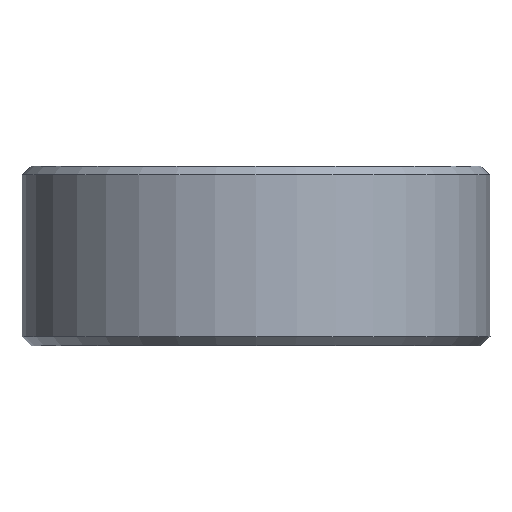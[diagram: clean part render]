
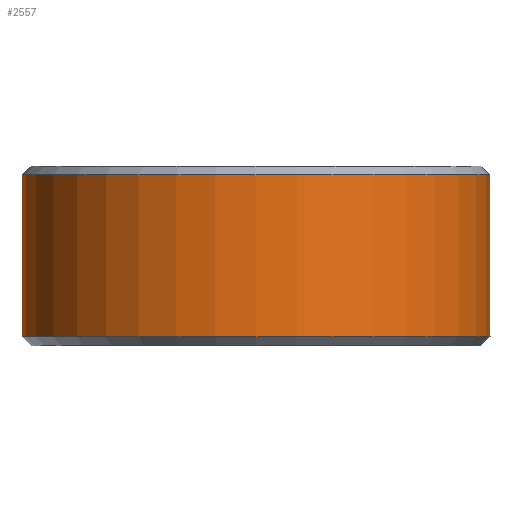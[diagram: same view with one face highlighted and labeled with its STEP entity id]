
A CAD part, front view. The second image highlights one B-rep face of the part: STEP entity #2557.
In plain terms, the highlighted cylindrical face has radius 6.5 mm (diameter 13 mm), a partial arc.
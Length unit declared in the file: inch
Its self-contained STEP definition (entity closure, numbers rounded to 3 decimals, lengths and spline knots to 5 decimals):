
#49 = CYLINDRICAL_SURFACE ( 'NONE', #1580, 0.25591 ) ;
#135 = CARTESIAN_POINT ( 'NONE',  ( 0.25591, 0., 0.08858 ) ) ;
#155 = DIRECTION ( 'NONE',  ( 0., 0., -1. ) ) ;
#377 = FACE_OUTER_BOUND ( 'NONE', #889, .T. ) ;
#378 = EDGE_CURVE ( 'NONE', #2911, #1889, #1834, .T. ) ;
#417 = CARTESIAN_POINT ( 'NONE',  ( 0., 0., 0.08858 ) ) ;
#419 = ORIENTED_EDGE ( 'NONE', *, *, #1457, .T. ) ;
#432 = EDGE_CURVE ( 'NONE', #2911, #1670, #797, .T. ) ;
#661 = DIRECTION ( 'NONE',  ( 1., 0., 0. ) ) ;
#797 = LINE ( 'NONE', #2551, #2121 ) ;
#889 = EDGE_LOOP ( 'NONE', ( #2839, #3139, #419, #2166 ) ) ;
#1457 = EDGE_CURVE ( 'NONE', #1889, #2738, #3067, .T. ) ;
#1522 = CARTESIAN_POINT ( 'NONE',  ( 0.25591, 0., 0.09843 ) ) ;
#1580 = AXIS2_PLACEMENT_3D ( 'NONE', #1808, #2141, #3387 ) ;
#1667 = VECTOR ( 'NONE', #2806, 39.37008 ) ;
#1670 = VERTEX_POINT ( 'NONE', #1986 ) ;
#1808 = CARTESIAN_POINT ( 'NONE',  ( 0., 0., 0.09843 ) ) ;
#1834 = CIRCLE ( 'NONE', #3065, 0.25591 ) ;
#1889 = VERTEX_POINT ( 'NONE', #3031 ) ;
#1986 = CARTESIAN_POINT ( 'NONE',  ( -0.25591, 0., 0.08858 ) ) ;
#2121 = VECTOR ( 'NONE', #2824, 39.37008 ) ;
#2141 = DIRECTION ( 'NONE',  ( 0., 0., 1. ) ) ;
#2166 = ORIENTED_EDGE ( 'NONE', *, *, #3215, .T. ) ;
#2182 = AXIS2_PLACEMENT_3D ( 'NONE', #417, #155, #2510 ) ;
#2207 = CARTESIAN_POINT ( 'NONE',  ( 0., 0., -0.08858 ) ) ;
#2258 = DIRECTION ( 'NONE',  ( 0., 0., 1. ) ) ;
#2510 = DIRECTION ( 'NONE',  ( 1., 0., 0. ) ) ;
#2551 = CARTESIAN_POINT ( 'NONE',  ( -0.25591, 0., 0.09843 ) ) ;
#2557 = ADVANCED_FACE ( 'NONE', ( #377 ), #49, .T. ) ;
#2638 = CARTESIAN_POINT ( 'NONE',  ( -0.25591, 0., -0.08858 ) ) ;
#2738 = VERTEX_POINT ( 'NONE', #135 ) ;
#2739 = CIRCLE ( 'NONE', #2182, 0.25591 ) ;
#2806 = DIRECTION ( 'NONE',  ( 0., 0., 1. ) ) ;
#2824 = DIRECTION ( 'NONE',  ( 0., 0., 1. ) ) ;
#2839 = ORIENTED_EDGE ( 'NONE', *, *, #432, .F. ) ;
#2911 = VERTEX_POINT ( 'NONE', #2638 ) ;
#3031 = CARTESIAN_POINT ( 'NONE',  ( 0.25591, 0., -0.08858 ) ) ;
#3065 = AXIS2_PLACEMENT_3D ( 'NONE', #2207, #2258, #661 ) ;
#3067 = LINE ( 'NONE', #1522, #1667 ) ;
#3139 = ORIENTED_EDGE ( 'NONE', *, *, #378, .T. ) ;
#3215 = EDGE_CURVE ( 'NONE', #2738, #1670, #2739, .T. ) ;
#3387 = DIRECTION ( 'NONE',  ( 1., 0., 0. ) ) ;
